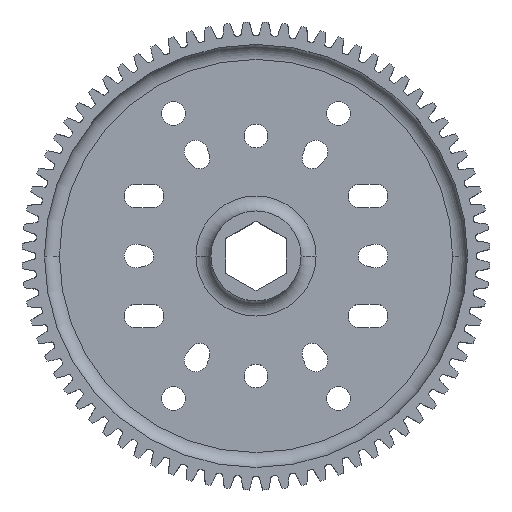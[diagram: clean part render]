
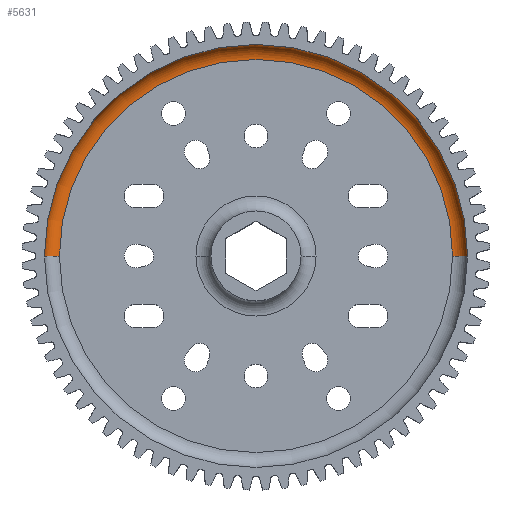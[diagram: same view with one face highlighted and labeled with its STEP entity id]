
A CAD part, top view. The second image highlights one B-rep face of the part: STEP entity #5631.
In plain terms, the highlighted toroidal (fillet/blend) face has major radius 41.593 mm and minor radius 3.175 mm.
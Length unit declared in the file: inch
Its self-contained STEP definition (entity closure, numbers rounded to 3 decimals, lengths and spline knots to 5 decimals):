
#1202 = CARTESIAN_POINT ( 'NONE',  ( 1.6375, 0., -0.0975 ) ) ;
#1872 = CARTESIAN_POINT ( 'NONE',  ( 0., 0., 0.0275 ) ) ;
#1925 = DIRECTION ( 'NONE',  ( 1., 0., 0. ) ) ;
#2492 = EDGE_CURVE ( 'NONE', #11771, #28569, #3408, .T. ) ;
#3408 = CIRCLE ( 'NONE', #17842, 1.6375 ) ;
#4048 = DIRECTION ( 'NONE',  ( 0., -1., 0. ) ) ;
#5631 = ADVANCED_FACE ( 'NONE', ( #10180 ), #14340, .F. ) ;
#5803 = CARTESIAN_POINT ( 'NONE',  ( -1.6375, 0., -0.0975 ) ) ;
#5952 = CARTESIAN_POINT ( 'NONE',  ( 1.7625, 0., 0.0275 ) ) ;
#6338 = ORIENTED_EDGE ( 'NONE', *, *, #19064, .T. ) ;
#6801 = DIRECTION ( 'NONE',  ( 0., 1., 0. ) ) ;
#8314 = CARTESIAN_POINT ( 'NONE',  ( -1.6375, 0., 0.0275 ) ) ;
#10180 = FACE_OUTER_BOUND ( 'NONE', #34113, .T. ) ;
#11384 = DIRECTION ( 'NONE',  ( 1., 0., 0. ) ) ;
#11734 = EDGE_CURVE ( 'NONE', #28569, #32612, #13863, .T. ) ;
#11771 = VERTEX_POINT ( 'NONE', #1202 ) ;
#12536 = DIRECTION ( 'NONE',  ( 1., 0., 0. ) ) ;
#13863 = CIRCLE ( 'NONE', #34066, 0.125 ) ;
#14310 = ORIENTED_EDGE ( 'NONE', *, *, #11734, .F. ) ;
#14340 = TOROIDAL_SURFACE ( 'NONE', #15526, 1.6375, 0.125 ) ;
#15340 = ORIENTED_EDGE ( 'NONE', *, *, #2492, .F. ) ;
#15526 = AXIS2_PLACEMENT_3D ( 'NONE', #1872, #20672, #12536 ) ;
#17842 = AXIS2_PLACEMENT_3D ( 'NONE', #20061, #20239, #11384 ) ;
#18185 = CIRCLE ( 'NONE', #22182, 1.7625 ) ;
#19064 = EDGE_CURVE ( 'NONE', #11771, #32984, #23207, .T. ) ;
#20061 = CARTESIAN_POINT ( 'NONE',  ( 0., 0., -0.0975 ) ) ;
#20239 = DIRECTION ( 'NONE',  ( 0., 0., 1. ) ) ;
#20672 = DIRECTION ( 'NONE',  ( 0., 0., 1. ) ) ;
#20727 = CARTESIAN_POINT ( 'NONE',  ( 0., 0., 0.0275 ) ) ;
#20866 = CARTESIAN_POINT ( 'NONE',  ( 1.6375, 0., 0.0275 ) ) ;
#22182 = AXIS2_PLACEMENT_3D ( 'NONE', #20727, #34287, #1925 ) ;
#23207 = CIRCLE ( 'NONE', #26669, 0.125 ) ;
#26269 = DIRECTION ( 'NONE',  ( 0., 0., -1. ) ) ;
#26669 = AXIS2_PLACEMENT_3D ( 'NONE', #20866, #4048, #26269 ) ;
#28569 = VERTEX_POINT ( 'NONE', #5803 ) ;
#30545 = CARTESIAN_POINT ( 'NONE',  ( -1.7625, 0., 0.0275 ) ) ;
#32612 = VERTEX_POINT ( 'NONE', #30545 ) ;
#32984 = VERTEX_POINT ( 'NONE', #5952 ) ;
#34066 = AXIS2_PLACEMENT_3D ( 'NONE', #8314, #6801, #35015 ) ;
#34113 = EDGE_LOOP ( 'NONE', ( #14310, #15340, #6338, #35170 ) ) ;
#34287 = DIRECTION ( 'NONE',  ( 0., 0., -1. ) ) ;
#34656 = EDGE_CURVE ( 'NONE', #32612, #32984, #18185, .T. ) ;
#35015 = DIRECTION ( 'NONE',  ( -1., 0., 0. ) ) ;
#35170 = ORIENTED_EDGE ( 'NONE', *, *, #34656, .F. ) ;
